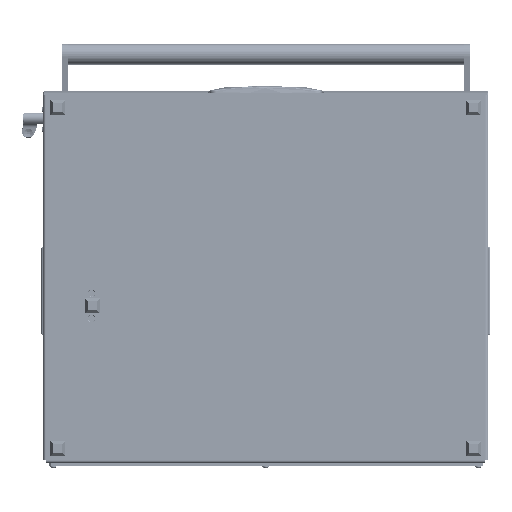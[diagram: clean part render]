
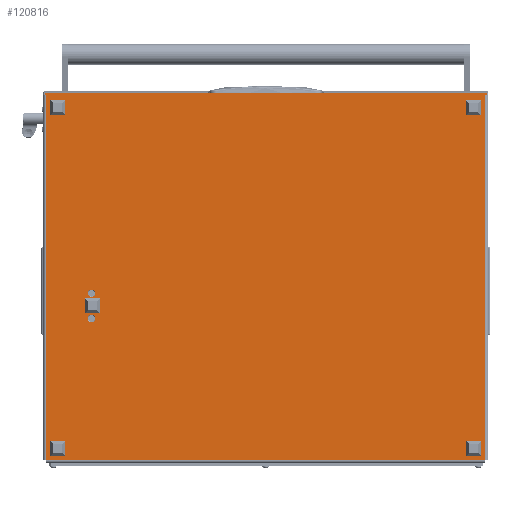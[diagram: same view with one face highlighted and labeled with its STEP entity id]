
A CAD part, front view. The second image highlights one B-rep face of the part: STEP entity #120816.
In plain terms, the highlighted face is planar.
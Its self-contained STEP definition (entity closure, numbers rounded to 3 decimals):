
#1020 = CARTESIAN_POINT ( 'NONE',  ( 506., 608., 0. ) ) ;
#1941 = FACE_OUTER_BOUND ( 'NONE', #17012, .T. ) ;
#3254 = VERTEX_POINT ( 'NONE', #127799 ) ;
#4117 = LINE ( 'NONE', #66346, #35564 ) ;
#4881 = AXIS2_PLACEMENT_3D ( 'NONE', #25562, #74997, #36385 ) ;
#5562 = ORIENTED_EDGE ( 'NONE', *, *, #131710, .T. ) ;
#10266 = VERTEX_POINT ( 'NONE', #13173 ) ;
#11653 = VERTEX_POINT ( 'NONE', #84216 ) ;
#12749 = DIRECTION ( 'NONE',  ( 0., 0., -1. ) ) ;
#13173 = CARTESIAN_POINT ( 'NONE',  ( 506., 0., 0. ) ) ;
#14076 = FACE_BOUND ( 'NONE', #39579, .T. ) ;
#16602 = VERTEX_POINT ( 'NONE', #58148 ) ;
#17012 = EDGE_LOOP ( 'NONE', ( #68241, #5562, #70897, #90939, #74649, #131138, #132276, #36338 ) ) ;
#17359 = LINE ( 'NONE', #47145, #116867 ) ;
#21309 = DIRECTION ( 'NONE',  ( -1., 0., 0. ) ) ;
#22892 = CARTESIAN_POINT ( 'NONE',  ( 0., 0., 0. ) ) ;
#24459 = EDGE_CURVE ( 'NONE', #109029, #3254, #69837, .T. ) ;
#25425 = VERTEX_POINT ( 'NONE', #22892 ) ;
#25562 = CARTESIAN_POINT ( 'NONE',  ( 275., 545., 0. ) ) ;
#27105 = DIRECTION ( 'NONE',  ( 0., -1., 0. ) ) ;
#28608 = CARTESIAN_POINT ( 'NONE',  ( 0., 608., 0. ) ) ;
#29862 = DIRECTION ( 'NONE',  ( -1., 0., 0. ) ) ;
#34197 = VERTEX_POINT ( 'NONE', #80208 ) ;
#34832 = DIRECTION ( 'NONE',  ( -1., 0., 0. ) ) ;
#35564 = VECTOR ( 'NONE', #86707, 1000. ) ;
#35934 = CARTESIAN_POINT ( 'NONE',  ( 506., 608., 0. ) ) ;
#36338 = ORIENTED_EDGE ( 'NONE', *, *, #131055, .F. ) ;
#36385 = DIRECTION ( 'NONE',  ( -1., 0., 0. ) ) ;
#39579 = EDGE_LOOP ( 'NONE', ( #103471, #120389 ) ) ;
#40067 = VECTOR ( 'NONE', #69710, 1000. ) ;
#40294 = CARTESIAN_POINT ( 'NONE',  ( 275., 545., 0. ) ) ;
#41108 = CARTESIAN_POINT ( 'NONE',  ( 0., 0., 0. ) ) ;
#42956 = ORIENTED_EDGE ( 'NONE', *, *, #66951, .F. ) ;
#43217 = DIRECTION ( 'NONE',  ( -1., 0., 0. ) ) ;
#43704 = EDGE_CURVE ( 'NONE', #68656, #34197, #86467, .T. ) ;
#47145 = CARTESIAN_POINT ( 'NONE',  ( 0., -4., 0. ) ) ;
#49015 = CARTESIAN_POINT ( 'NONE',  ( -2., 610., 0. ) ) ;
#50004 = VECTOR ( 'NONE', #132128, 1000. ) ;
#51717 = CARTESIAN_POINT ( 'NONE',  ( 269.8, 545., 0. ) ) ;
#52766 = CARTESIAN_POINT ( 'NONE',  ( -2., -4., 0. ) ) ;
#57418 = EDGE_CURVE ( 'NONE', #11653, #25425, #102353, .T. ) ;
#58148 = CARTESIAN_POINT ( 'NONE',  ( -2., -2., 0. ) ) ;
#58599 = DIRECTION ( 'NONE',  ( 0., 1., 0. ) ) ;
#59267 = VECTOR ( 'NONE', #27105, 1000. ) ;
#59868 = AXIS2_PLACEMENT_3D ( 'NONE', #109747, #131392, #29862 ) ;
#63192 = CIRCLE ( 'NONE', #4881, 5.2 ) ;
#63557 = LINE ( 'NONE', #52766, #130100 ) ;
#66346 = CARTESIAN_POINT ( 'NONE',  ( 0., 610., 0. ) ) ;
#66587 = DIRECTION ( 'NONE',  ( 0., 0., -1. ) ) ;
#66951 = EDGE_CURVE ( 'NONE', #109883, #124897, #90945, .T. ) ;
#68241 = ORIENTED_EDGE ( 'NONE', *, *, #57418, .F. ) ;
#68656 = VERTEX_POINT ( 'NONE', #111227 ) ;
#69710 = DIRECTION ( 'NONE',  ( -1., 0., 0. ) ) ;
#69837 = LINE ( 'NONE', #28608, #50004 ) ;
#70897 = ORIENTED_EDGE ( 'NONE', *, *, #108074, .T. ) ;
#72194 = DIRECTION ( 'NONE',  ( 1., 0., 0. ) ) ;
#74649 = ORIENTED_EDGE ( 'NONE', *, *, #94554, .F. ) ;
#74997 = DIRECTION ( 'NONE',  ( 0., 0., -1. ) ) ;
#80208 = CARTESIAN_POINT ( 'NONE',  ( 315.2, 545., 0. ) ) ;
#80584 = LINE ( 'NONE', #101513, #40067 ) ;
#84216 = CARTESIAN_POINT ( 'NONE',  ( 0., -2., 0. ) ) ;
#85403 = CARTESIAN_POINT ( 'NONE',  ( 0., -4., 0. ) ) ;
#86467 = CIRCLE ( 'NONE', #92944, 5.2 ) ;
#86674 = AXIS2_PLACEMENT_3D ( 'NONE', #40294, #112704, #21309 ) ;
#86707 = DIRECTION ( 'NONE',  ( 1., 0., 0. ) ) ;
#89778 = VECTOR ( 'NONE', #72194, 1000. ) ;
#89992 = EDGE_CURVE ( 'NONE', #117448, #102313, #4117, .T. ) ;
#90939 = ORIENTED_EDGE ( 'NONE', *, *, #89992, .T. ) ;
#90945 = CIRCLE ( 'NONE', #86674, 5.2 ) ;
#92944 = AXIS2_PLACEMENT_3D ( 'NONE', #128879, #66587, #34832 ) ;
#94554 = EDGE_CURVE ( 'NONE', #3254, #102313, #17359, .T. ) ;
#94701 = FACE_BOUND ( 'NONE', #122365, .T. ) ;
#98251 = EDGE_CURVE ( 'NONE', #124897, #109883, #63192, .T. ) ;
#98584 = AXIS2_PLACEMENT_3D ( 'NONE', #106813, #12749, #43217 ) ;
#99931 = CARTESIAN_POINT ( 'NONE',  ( 0., 610., 0. ) ) ;
#101298 = EDGE_CURVE ( 'NONE', #34197, #68656, #107459, .T. ) ;
#101513 = CARTESIAN_POINT ( 'NONE',  ( 0., -2., 0. ) ) ;
#102313 = VERTEX_POINT ( 'NONE', #99931 ) ;
#102353 = LINE ( 'NONE', #85403, #124005 ) ;
#103471 = ORIENTED_EDGE ( 'NONE', *, *, #43704, .F. ) ;
#104866 = DIRECTION ( 'NONE',  ( 0., 1., 0. ) ) ;
#105464 = PLANE ( 'NONE',  #98584 ) ;
#106813 = CARTESIAN_POINT ( 'NONE',  ( 0., 608., 0. ) ) ;
#107039 = DIRECTION ( 'NONE',  ( 0., 1., 0. ) ) ;
#107459 = CIRCLE ( 'NONE', #59868, 5.2 ) ;
#107681 = LINE ( 'NONE', #35934, #59267 ) ;
#108074 = EDGE_CURVE ( 'NONE', #16602, #117448, #63557, .T. ) ;
#109029 = VERTEX_POINT ( 'NONE', #1020 ) ;
#109149 = CARTESIAN_POINT ( 'NONE',  ( 280.2, 545., 0. ) ) ;
#109747 = CARTESIAN_POINT ( 'NONE',  ( 310., 545., 0. ) ) ;
#109883 = VERTEX_POINT ( 'NONE', #51717 ) ;
#111227 = CARTESIAN_POINT ( 'NONE',  ( 304.8, 545., 0. ) ) ;
#112704 = DIRECTION ( 'NONE',  ( 0., 0., -1. ) ) ;
#116867 = VECTOR ( 'NONE', #58599, 1000. ) ;
#117448 = VERTEX_POINT ( 'NONE', #49015 ) ;
#120389 = ORIENTED_EDGE ( 'NONE', *, *, #101298, .F. ) ;
#120816 = ADVANCED_FACE ( 'NONE', ( #94701, #14076, #1941 ), #105464, .T. ) ;
#122365 = EDGE_LOOP ( 'NONE', ( #42956, #123976 ) ) ;
#123976 = ORIENTED_EDGE ( 'NONE', *, *, #98251, .F. ) ;
#124005 = VECTOR ( 'NONE', #107039, 1000. ) ;
#124897 = VERTEX_POINT ( 'NONE', #109149 ) ;
#125671 = LINE ( 'NONE', #41108, #89778 ) ;
#127799 = CARTESIAN_POINT ( 'NONE',  ( 0., 608., 0. ) ) ;
#128879 = CARTESIAN_POINT ( 'NONE',  ( 310., 545., 0. ) ) ;
#130100 = VECTOR ( 'NONE', #104866, 1000. ) ;
#130338 = EDGE_CURVE ( 'NONE', #109029, #10266, #107681, .T. ) ;
#131055 = EDGE_CURVE ( 'NONE', #25425, #10266, #125671, .T. ) ;
#131138 = ORIENTED_EDGE ( 'NONE', *, *, #24459, .F. ) ;
#131392 = DIRECTION ( 'NONE',  ( 0., 0., -1. ) ) ;
#131710 = EDGE_CURVE ( 'NONE', #11653, #16602, #80584, .T. ) ;
#132128 = DIRECTION ( 'NONE',  ( -1., 0., 0. ) ) ;
#132276 = ORIENTED_EDGE ( 'NONE', *, *, #130338, .T. ) ;
